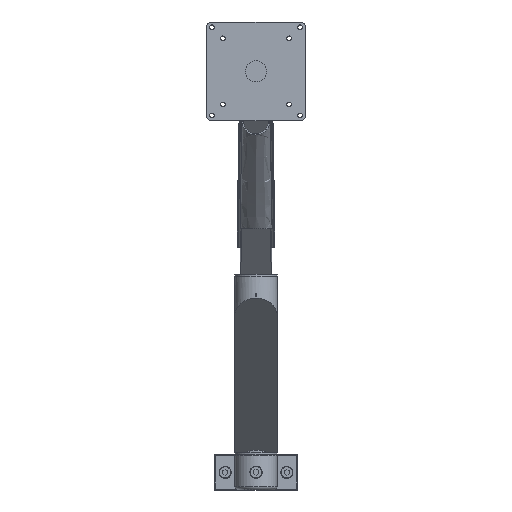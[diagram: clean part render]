
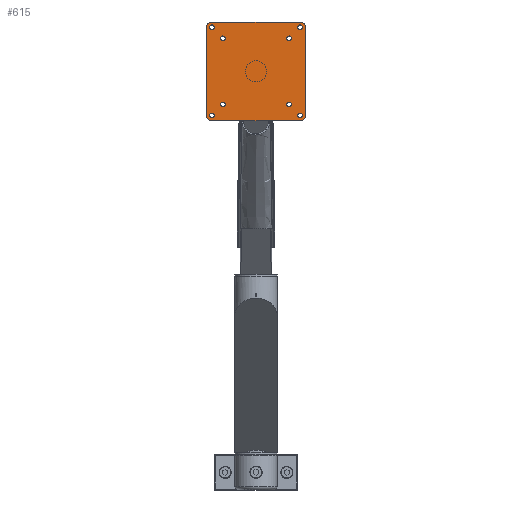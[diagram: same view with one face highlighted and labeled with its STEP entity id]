
A CAD part, top view. The second image highlights one B-rep face of the part: STEP entity #615.
In plain terms, the highlighted face is planar.
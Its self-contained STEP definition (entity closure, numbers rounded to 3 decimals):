
#615 = ADVANCED_FACE( '', ( #1240, #1241, #1242, #1243, #1244, #1245, #1246, #1247, #1248 ), #1249, .T. );
#1240 = FACE_BOUND( '', #2012, .T. );
#1241 = FACE_BOUND( '', #2013, .T. );
#1242 = FACE_BOUND( '', #2014, .T. );
#1243 = FACE_BOUND( '', #2015, .T. );
#1244 = FACE_BOUND( '', #2016, .T. );
#1245 = FACE_BOUND( '', #2017, .T. );
#1246 = FACE_BOUND( '', #2018, .T. );
#1247 = FACE_BOUND( '', #2019, .T. );
#1248 = FACE_OUTER_BOUND( '', #2020, .T. );
#1249 = PLANE( '', #2021 );
#2012 = EDGE_LOOP( '', ( #3888 ) );
#2013 = EDGE_LOOP( '', ( #3889 ) );
#2014 = EDGE_LOOP( '', ( #3890 ) );
#2015 = EDGE_LOOP( '', ( #3891 ) );
#2016 = EDGE_LOOP( '', ( #3892 ) );
#2017 = EDGE_LOOP( '', ( #3893 ) );
#2018 = EDGE_LOOP( '', ( #3894 ) );
#2019 = EDGE_LOOP( '', ( #3895 ) );
#2020 = EDGE_LOOP( '', ( #3896, #3897, #3898, #3899, #3900, #3901, #3902, #3903 ) );
#2021 = AXIS2_PLACEMENT_3D( '', #3904, #3905, #3906 );
#3888 = ORIENTED_EDGE( '', *, *, #4508, .F. );
#3889 = ORIENTED_EDGE( '', *, *, #4506, .F. );
#3890 = ORIENTED_EDGE( '', *, *, #4504, .F. );
#3891 = ORIENTED_EDGE( '', *, *, #4502, .F. );
#3892 = ORIENTED_EDGE( '', *, *, #4500, .F. );
#3893 = ORIENTED_EDGE( '', *, *, #4498, .F. );
#3894 = ORIENTED_EDGE( '', *, *, #4496, .F. );
#3895 = ORIENTED_EDGE( '', *, *, #4494, .F. );
#3896 = ORIENTED_EDGE( '', *, *, #4434, .T. );
#3897 = ORIENTED_EDGE( '', *, *, #4476, .T. );
#3898 = ORIENTED_EDGE( '', *, *, #4479, .T. );
#3899 = ORIENTED_EDGE( '', *, *, #4482, .T. );
#3900 = ORIENTED_EDGE( '', *, *, #4485, .T. );
#3901 = ORIENTED_EDGE( '', *, *, #4488, .T. );
#3902 = ORIENTED_EDGE( '', *, *, #4491, .T. );
#3903 = ORIENTED_EDGE( '', *, *, #4493, .T. );
#3904 = CARTESIAN_POINT( '', ( 49.5, 50., 50. ) );
#3905 = DIRECTION( '', ( 1., 0., 0. ) );
#3906 = DIRECTION( '', ( 0., 0., -1. ) );
#4434 = EDGE_CURVE( '', #5336, #5334, #5337, .T. );
#4476 = EDGE_CURVE( '', #5334, #5403, #5405, .T. );
#4479 = EDGE_CURVE( '', #5403, #5408, #5410, .T. );
#4482 = EDGE_CURVE( '', #5408, #5413, #5415, .T. );
#4485 = EDGE_CURVE( '', #5413, #5418, #5420, .T. );
#4488 = EDGE_CURVE( '', #5418, #5423, #5425, .T. );
#4491 = EDGE_CURVE( '', #5423, #5428, #5430, .T. );
#4493 = EDGE_CURVE( '', #5428, #5336, #5432, .T. );
#4494 = EDGE_CURVE( '', #5433, #5433, #5434, .T. );
#4496 = EDGE_CURVE( '', #5437, #5437, #5438, .T. );
#4498 = EDGE_CURVE( '', #5441, #5441, #5442, .T. );
#4500 = EDGE_CURVE( '', #5445, #5445, #5446, .T. );
#4502 = EDGE_CURVE( '', #5449, #5449, #5450, .T. );
#4504 = EDGE_CURVE( '', #5453, #5453, #5454, .T. );
#4506 = EDGE_CURVE( '', #5457, #5457, #5458, .T. );
#4508 = EDGE_CURVE( '', #5461, #5461, #5462, .T. );
#5334 = VERTEX_POINT( '', #7283 );
#5336 = VERTEX_POINT( '', #7286 );
#5337 = CIRCLE( '', #7287, 6. );
#5403 = VERTEX_POINT( '', #7383 );
#5405 = LINE( '', #7386, #7387 );
#5408 = VERTEX_POINT( '', #7390 );
#5410 = CIRCLE( '', #7393, 6. );
#5413 = VERTEX_POINT( '', #7397 );
#5415 = LINE( '', #7400, #7401 );
#5418 = VERTEX_POINT( '', #7404 );
#5420 = CIRCLE( '', #7407, 6. );
#5423 = VERTEX_POINT( '', #7411 );
#5425 = LINE( '', #7414, #7415 );
#5428 = VERTEX_POINT( '', #7418 );
#5430 = CIRCLE( '', #7421, 6. );
#5432 = LINE( '', #7424, #7425 );
#5433 = VERTEX_POINT( '', #7426 );
#5434 = CIRCLE( '', #7427, 2.65 );
#5437 = VERTEX_POINT( '', #7430 );
#5438 = CIRCLE( '', #7431, 2.65 );
#5441 = VERTEX_POINT( '', #7434 );
#5442 = CIRCLE( '', #7435, 2.65 );
#5445 = VERTEX_POINT( '', #7438 );
#5446 = CIRCLE( '', #7439, 2.65 );
#5449 = VERTEX_POINT( '', #7442 );
#5450 = CIRCLE( '', #7443, 2.65 );
#5453 = VERTEX_POINT( '', #7446 );
#5454 = CIRCLE( '', #7447, 2.65 );
#5457 = VERTEX_POINT( '', #7450 );
#5458 = CIRCLE( '', #7451, 2.65 );
#5461 = VERTEX_POINT( '', #7454 );
#5462 = CIRCLE( '', #7455, 2.65 );
#7283 = CARTESIAN_POINT( '', ( 49.5, 50., 56. ) );
#7286 = CARTESIAN_POINT( '', ( 49.5, 56., 50. ) );
#7287 = AXIS2_PLACEMENT_3D( '', #8234, #8235, #8236 );
#7383 = CARTESIAN_POINT( '', ( 49.5, -50., 56. ) );
#7386 = CARTESIAN_POINT( '', ( 49.5, 50., 56. ) );
#7387 = VECTOR( '', #8298, 1000. );
#7390 = CARTESIAN_POINT( '', ( 49.5, -56., 50. ) );
#7393 = AXIS2_PLACEMENT_3D( '', #8303, #8304, #8305 );
#7397 = CARTESIAN_POINT( '', ( 49.5, -56., -50. ) );
#7400 = CARTESIAN_POINT( '', ( 49.5, -56., 50. ) );
#7401 = VECTOR( '', #8308, 1000. );
#7404 = CARTESIAN_POINT( '', ( 49.5, -50., -56. ) );
#7407 = AXIS2_PLACEMENT_3D( '', #8313, #8314, #8315 );
#7411 = CARTESIAN_POINT( '', ( 49.5, 50., -56. ) );
#7414 = CARTESIAN_POINT( '', ( 49.5, -50., -56. ) );
#7415 = VECTOR( '', #8318, 1000. );
#7418 = CARTESIAN_POINT( '', ( 49.5, 56., -50. ) );
#7421 = AXIS2_PLACEMENT_3D( '', #8323, #8324, #8325 );
#7424 = CARTESIAN_POINT( '', ( 49.5, 56., -50. ) );
#7425 = VECTOR( '', #8327, 1000. );
#7426 = CARTESIAN_POINT( '', ( 49.5, 50., -52.65 ) );
#7427 = AXIS2_PLACEMENT_3D( '', #8328, #8329, #8330 );
#7430 = CARTESIAN_POINT( '', ( 49.5, -50., -52.65 ) );
#7431 = AXIS2_PLACEMENT_3D( '', #8334, #8335, #8336 );
#7434 = CARTESIAN_POINT( '', ( 49.5, 37.5, -40.15 ) );
#7435 = AXIS2_PLACEMENT_3D( '', #8340, #8341, #8342 );
#7438 = CARTESIAN_POINT( '', ( 49.5, -37.5, -40.15 ) );
#7439 = AXIS2_PLACEMENT_3D( '', #8346, #8347, #8348 );
#7442 = CARTESIAN_POINT( '', ( 49.5, -37.5, 34.85 ) );
#7443 = AXIS2_PLACEMENT_3D( '', #8352, #8353, #8354 );
#7446 = CARTESIAN_POINT( '', ( 49.5, 37.5, 34.85 ) );
#7447 = AXIS2_PLACEMENT_3D( '', #8358, #8359, #8360 );
#7450 = CARTESIAN_POINT( '', ( 49.5, -50., 47.35 ) );
#7451 = AXIS2_PLACEMENT_3D( '', #8364, #8365, #8366 );
#7454 = CARTESIAN_POINT( '', ( 49.5, 50., 47.35 ) );
#7455 = AXIS2_PLACEMENT_3D( '', #8370, #8371, #8372 );
#8234 = CARTESIAN_POINT( '', ( 49.5, 50., 50. ) );
#8235 = DIRECTION( '', ( 1., 0., 0. ) );
#8236 = DIRECTION( '', ( 0., 0., -1. ) );
#8298 = DIRECTION( '', ( 0., -1., 0. ) );
#8303 = CARTESIAN_POINT( '', ( 49.5, -50., 50. ) );
#8304 = DIRECTION( '', ( 1., 0., 0. ) );
#8305 = DIRECTION( '', ( 0., 0., -1. ) );
#8308 = DIRECTION( '', ( 0., 0., -1. ) );
#8313 = CARTESIAN_POINT( '', ( 49.5, -50., -50. ) );
#8314 = DIRECTION( '', ( 1., 0., 0. ) );
#8315 = DIRECTION( '', ( 0., 0., -1. ) );
#8318 = DIRECTION( '', ( 0., 1., 0. ) );
#8323 = CARTESIAN_POINT( '', ( 49.5, 50., -50. ) );
#8324 = DIRECTION( '', ( 1., 0., 0. ) );
#8325 = DIRECTION( '', ( 0., 0., -1. ) );
#8327 = DIRECTION( '', ( 0., 0., 1. ) );
#8328 = CARTESIAN_POINT( '', ( 49.5, 50., -50. ) );
#8329 = DIRECTION( '', ( 1., 0., 0. ) );
#8330 = DIRECTION( '', ( 0., 0., -1. ) );
#8334 = CARTESIAN_POINT( '', ( 49.5, -50., -50. ) );
#8335 = DIRECTION( '', ( 1., 0., 0. ) );
#8336 = DIRECTION( '', ( 0., 0., -1. ) );
#8340 = CARTESIAN_POINT( '', ( 49.5, 37.5, -37.5 ) );
#8341 = DIRECTION( '', ( 1., 0., 0. ) );
#8342 = DIRECTION( '', ( 0., 0., -1. ) );
#8346 = CARTESIAN_POINT( '', ( 49.5, -37.5, -37.5 ) );
#8347 = DIRECTION( '', ( 1., 0., 0. ) );
#8348 = DIRECTION( '', ( 0., 0., -1. ) );
#8352 = CARTESIAN_POINT( '', ( 49.5, -37.5, 37.5 ) );
#8353 = DIRECTION( '', ( 1., 0., 0. ) );
#8354 = DIRECTION( '', ( 0., 0., -1. ) );
#8358 = CARTESIAN_POINT( '', ( 49.5, 37.5, 37.5 ) );
#8359 = DIRECTION( '', ( 1., 0., 0. ) );
#8360 = DIRECTION( '', ( 0., 0., -1. ) );
#8364 = CARTESIAN_POINT( '', ( 49.5, -50., 50. ) );
#8365 = DIRECTION( '', ( 1., 0., 0. ) );
#8366 = DIRECTION( '', ( 0., 0., -1. ) );
#8370 = CARTESIAN_POINT( '', ( 49.5, 50., 50. ) );
#8371 = DIRECTION( '', ( 1., 0., 0. ) );
#8372 = DIRECTION( '', ( 0., 0., -1. ) );
